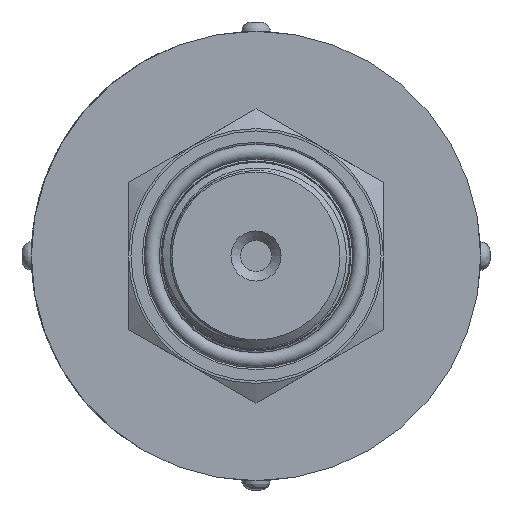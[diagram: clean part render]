
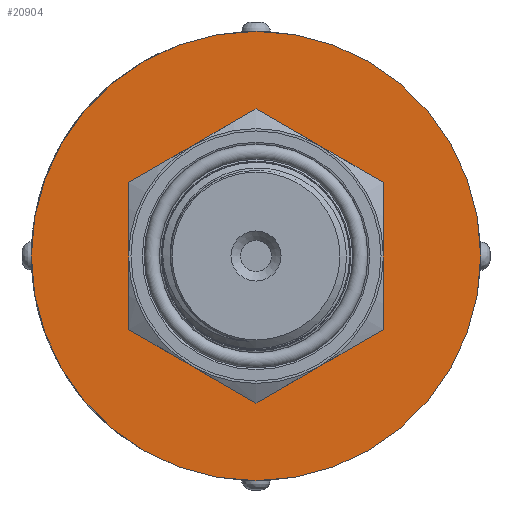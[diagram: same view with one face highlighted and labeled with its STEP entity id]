
A CAD part, left-side view. The second image highlights one B-rep face of the part: STEP entity #20904.
In plain terms, the highlighted face is planar.
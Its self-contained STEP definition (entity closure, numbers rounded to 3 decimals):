
#164=FACE_BOUND('',#2639,.T.);
#900=PLANE('',#22313);
#1409=FACE_OUTER_BOUND('',#2638,.T.);
#2638=EDGE_LOOP('',(#14716));
#2639=EDGE_LOOP('',(#14717));
#3902=CIRCLE('',#22312,13.25);
#3903=CIRCLE('',#22314,23.813);
#8744=VERTEX_POINT('',#34402);
#8745=VERTEX_POINT('',#34406);
#11057=EDGE_CURVE('',#8744,#8744,#3902,.T.);
#11058=EDGE_CURVE('',#8745,#8745,#3903,.T.);
#14716=ORIENTED_EDGE('',*,*,#11058,.F.);
#14717=ORIENTED_EDGE('',*,*,#11057,.T.);
#20904=ADVANCED_FACE('',(#1409,#164),#900,.T.);
#22312=AXIS2_PLACEMENT_3D('',#34404,#23844,#23845);
#22313=AXIS2_PLACEMENT_3D('',#34405,#23846,#23847);
#22314=AXIS2_PLACEMENT_3D('',#34407,#23848,#23849);
#23844=DIRECTION('center_axis',(-1.,0.,0.));
#23845=DIRECTION('ref_axis',(0.,0.,
1.));
#23846=DIRECTION('center_axis',(1.,0.,0.));
#23847=DIRECTION('ref_axis',(0.,0.,
-1.));
#23848=DIRECTION('center_axis',(-1.,0.,0.));
#23849=DIRECTION('ref_axis',(0.,0.,
1.));
#34402=CARTESIAN_POINT('',(34.,-13.25,0.));
#34404=CARTESIAN_POINT('Origin',(34.,0.,0.));
#34405=CARTESIAN_POINT('Origin',(34.,23.813,0.));
#34406=CARTESIAN_POINT('',(34.,-23.813,0.));
#34407=CARTESIAN_POINT('Origin',(34.,0.,0.));
